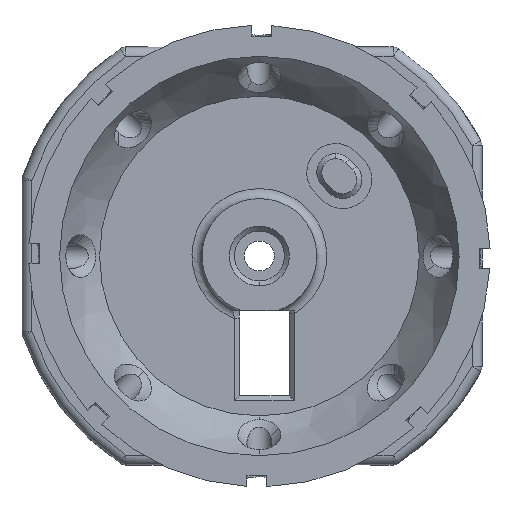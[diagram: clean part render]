
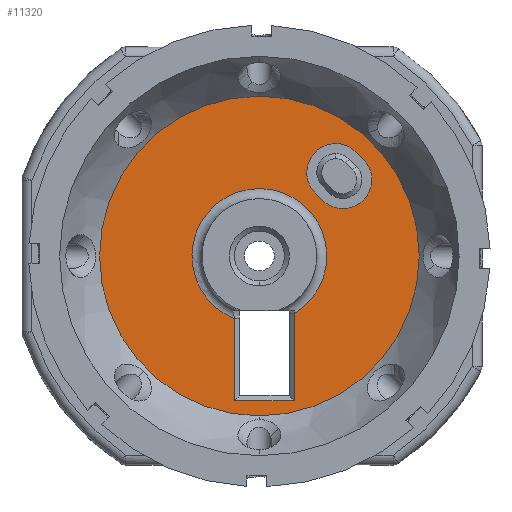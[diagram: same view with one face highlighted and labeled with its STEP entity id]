
A CAD part, front view. The second image highlights one B-rep face of the part: STEP entity #11320.
In plain terms, the highlighted planar face has unit normal (0, -1, 0).
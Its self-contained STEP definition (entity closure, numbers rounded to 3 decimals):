
#95 = ORIENTED_EDGE ( 'NONE', *, *, #4764, .F. ) ;
#379 = CARTESIAN_POINT ( 'NONE',  ( 32.646, 13., 36.254 ) ) ;
#524 = VERTEX_POINT ( 'NONE', #550 ) ;
#550 = CARTESIAN_POINT ( 'NONE',  ( 28.5, 13., 10.5 ) ) ;
#660 = VERTEX_POINT ( 'NONE', #10680 ) ;
#671 = CARTESIAN_POINT ( 'NONE',  ( 25., 13., 25. ) ) ;
#924 = CIRCLE ( 'NONE', #2382, 6.75 ) ;
#1256 = LINE ( 'NONE', #11069, #18182 ) ;
#1470 = VECTOR ( 'NONE', #5160, 1000. ) ;
#1535 = ORIENTED_EDGE ( 'NONE', *, *, #7674, .T. ) ;
#1672 = VERTEX_POINT ( 'NONE', #379 ) ;
#1903 = DIRECTION ( 'NONE',  ( 0.707, 0., -0.707 ) ) ;
#1915 = CIRCLE ( 'NONE', #17006, 16. ) ;
#2368 = CIRCLE ( 'NONE', #10950, 16. ) ;
#2382 = AXIS2_PLACEMENT_3D ( 'NONE', #671, #17413, #6295 ) ;
#2537 = DIRECTION ( 'NONE',  ( 0., 0., -1. ) ) ;
#2856 = ORIENTED_EDGE ( 'NONE', *, *, #7436, .T. ) ;
#2952 = ORIENTED_EDGE ( 'NONE', *, *, #18316, .T. ) ;
#3180 = EDGE_CURVE ( 'NONE', #15109, #1672, #10750, .T. ) ;
#3249 = ORIENTED_EDGE ( 'NONE', *, *, #3180, .F. ) ;
#3560 = VECTOR ( 'NONE', #1903, 1000. ) ;
#3940 = EDGE_LOOP ( 'NONE', ( #2856, #5608 ) ) ;
#3996 = FACE_OUTER_BOUND ( 'NONE', #3940, .T. ) ;
#4028 = DIRECTION ( 'NONE',  ( -1., 0., 0. ) ) ;
#4088 = DIRECTION ( 'NONE',  ( 0., 0., -1. ) ) ;
#4175 = CIRCLE ( 'NONE', #8921, 2.9 ) ;
#4254 = ORIENTED_EDGE ( 'NONE', *, *, #8684, .T. ) ;
#4716 = EDGE_CURVE ( 'NONE', #1672, #10549, #4175, .T. ) ;
#4764 = EDGE_CURVE ( 'NONE', #660, #16002, #12761, .T. ) ;
#4979 = CARTESIAN_POINT ( 'NONE',  ( 28.5, 13., 11. ) ) ;
#5160 = DIRECTION ( 'NONE',  ( 0., 0., -1. ) ) ;
#5282 = DIRECTION ( 'NONE',  ( 0., 0., -1. ) ) ;
#5300 = EDGE_LOOP ( 'NONE', ( #2952, #5816, #4254, #1535 ) ) ;
#5302 = CARTESIAN_POINT ( 'NONE',  ( 35.404, 13., 34.697 ) ) ;
#5485 = AXIS2_PLACEMENT_3D ( 'NONE', #11132, #16784, #4088 ) ;
#5608 = ORIENTED_EDGE ( 'NONE', *, *, #16856, .T. ) ;
#5746 = FACE_BOUND ( 'NONE', #7861, .T. ) ;
#5816 = ORIENTED_EDGE ( 'NONE', *, *, #14137, .T. ) ;
#5901 = VERTEX_POINT ( 'NONE', #15736 ) ;
#5982 = VERTEX_POINT ( 'NONE', #7573 ) ;
#6035 = VECTOR ( 'NONE', #18141, 1000. ) ;
#6106 = CARTESIAN_POINT ( 'NONE',  ( 28.5, 13., 19.228 ) ) ;
#6217 = CARTESIAN_POINT ( 'NONE',  ( 30.596, 13., 31.303 ) ) ;
#6241 = VERTEX_POINT ( 'NONE', #17446 ) ;
#6295 = DIRECTION ( 'NONE',  ( 0., 0., -1. ) ) ;
#7048 = FACE_BOUND ( 'NONE', #5300, .T. ) ;
#7180 = ORIENTED_EDGE ( 'NONE', *, *, #17043, .F. ) ;
#7436 = EDGE_CURVE ( 'NONE', #11687, #5982, #1915, .T. ) ;
#7573 = CARTESIAN_POINT ( 'NONE',  ( 25., 13., 9. ) ) ;
#7674 = EDGE_CURVE ( 'NONE', #6241, #5901, #12679, .T. ) ;
#7861 = EDGE_LOOP ( 'NONE', ( #7180, #13196, #3249, #11253, #95 ) ) ;
#8684 = EDGE_CURVE ( 'NONE', #524, #6241, #1256, .T. ) ;
#8831 = CARTESIAN_POINT ( 'NONE',  ( 33.354, 13., 32.646 ) ) ;
#8921 = AXIS2_PLACEMENT_3D ( 'NONE', #16186, #15224, #2537 ) ;
#9168 = LINE ( 'NONE', #4979, #1470 ) ;
#9555 = CARTESIAN_POINT ( 'NONE',  ( 32.646, 13., 33.354 ) ) ;
#9735 = CARTESIAN_POINT ( 'NONE',  ( 34.697, 13., 35.404 ) ) ;
#9945 = CARTESIAN_POINT ( 'NONE',  ( 35.404, 13., 34.697 ) ) ;
#10434 = EDGE_CURVE ( 'NONE', #16002, #15109, #15408, .T. ) ;
#10549 = VERTEX_POINT ( 'NONE', #6217 ) ;
#10680 = CARTESIAN_POINT ( 'NONE',  ( 31.303, 13., 30.596 ) ) ;
#10750 = CIRCLE ( 'NONE', #17837, 2.9 ) ;
#10898 = DIRECTION ( 'NONE',  ( 0., -1., 0. ) ) ;
#10950 = AXIS2_PLACEMENT_3D ( 'NONE', #14886, #10898, #14800 ) ;
#11069 = CARTESIAN_POINT ( 'NONE',  ( 23., 13., 10.5 ) ) ;
#11132 = CARTESIAN_POINT ( 'NONE',  ( 25., 13., 25. ) ) ;
#11149 = DIRECTION ( 'NONE',  ( -0.707, 0., 0.707 ) ) ;
#11253 = ORIENTED_EDGE ( 'NONE', *, *, #10434, .F. ) ;
#11320 = ADVANCED_FACE ( 'NONE', ( #3996, #7048, #5746 ), #16692, .T. ) ;
#11514 = VERTEX_POINT ( 'NONE', #6106 ) ;
#11687 = VERTEX_POINT ( 'NONE', #17863 ) ;
#11785 = DIRECTION ( 'NONE',  ( 0., -1., 0. ) ) ;
#12679 = LINE ( 'NONE', #12773, #6035 ) ;
#12761 = CIRCLE ( 'NONE', #16016, 2.9 ) ;
#12773 = CARTESIAN_POINT ( 'NONE',  ( 22.5, 13., 18.553 ) ) ;
#13196 = ORIENTED_EDGE ( 'NONE', *, *, #4716, .F. ) ;
#13772 = VECTOR ( 'NONE', #11149, 1000. ) ;
#14137 = EDGE_CURVE ( 'NONE', #11514, #524, #9168, .T. ) ;
#14319 = LINE ( 'NONE', #14592, #3560 ) ;
#14371 = CARTESIAN_POINT ( 'NONE',  ( 25., 13., 25. ) ) ;
#14592 = CARTESIAN_POINT ( 'NONE',  ( 30.596, 13., 31.303 ) ) ;
#14800 = DIRECTION ( 'NONE',  ( 0., 0., -1. ) ) ;
#14886 = CARTESIAN_POINT ( 'NONE',  ( 25., 13., 25. ) ) ;
#15109 = VERTEX_POINT ( 'NONE', #9735 ) ;
#15208 = DIRECTION ( 'NONE',  ( 0., -1., 0. ) ) ;
#15224 = DIRECTION ( 'NONE',  ( 0., -1., 0. ) ) ;
#15408 = LINE ( 'NONE', #9945, #13772 ) ;
#15736 = CARTESIAN_POINT ( 'NONE',  ( 22.5, 13., 18.73 ) ) ;
#15855 = DIRECTION ( 'NONE',  ( 0., 0., -1. ) ) ;
#16002 = VERTEX_POINT ( 'NONE', #5302 ) ;
#16016 = AXIS2_PLACEMENT_3D ( 'NONE', #8831, #11785, #16050 ) ;
#16050 = DIRECTION ( 'NONE',  ( 0., 0., -1. ) ) ;
#16186 = CARTESIAN_POINT ( 'NONE',  ( 32.646, 13., 33.354 ) ) ;
#16692 = PLANE ( 'NONE',  #5485 ) ;
#16784 = DIRECTION ( 'NONE',  ( 0., -1., 0. ) ) ;
#16856 = EDGE_CURVE ( 'NONE', #5982, #11687, #2368, .T. ) ;
#17006 = AXIS2_PLACEMENT_3D ( 'NONE', #14371, #17238, #15855 ) ;
#17043 = EDGE_CURVE ( 'NONE', #10549, #660, #14319, .T. ) ;
#17238 = DIRECTION ( 'NONE',  ( 0., -1., 0. ) ) ;
#17413 = DIRECTION ( 'NONE',  ( 0., 1., 0. ) ) ;
#17446 = CARTESIAN_POINT ( 'NONE',  ( 22.5, 13., 10.5 ) ) ;
#17837 = AXIS2_PLACEMENT_3D ( 'NONE', #9555, #15208, #5282 ) ;
#17863 = CARTESIAN_POINT ( 'NONE',  ( 25., 13., 41. ) ) ;
#18141 = DIRECTION ( 'NONE',  ( 0., 0., 1. ) ) ;
#18182 = VECTOR ( 'NONE', #4028, 1000. ) ;
#18316 = EDGE_CURVE ( 'NONE', #5901, #11514, #924, .T. ) ;
